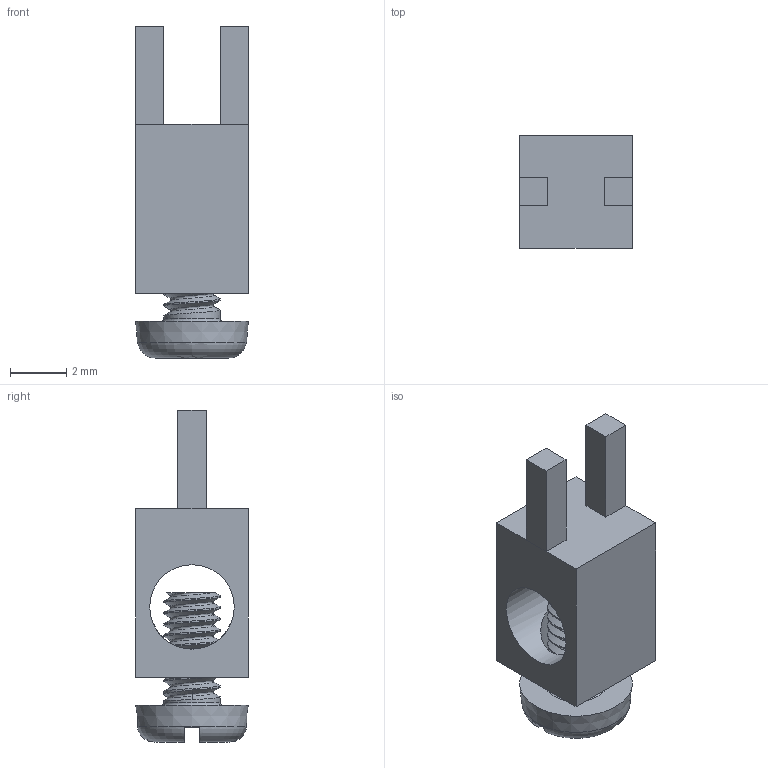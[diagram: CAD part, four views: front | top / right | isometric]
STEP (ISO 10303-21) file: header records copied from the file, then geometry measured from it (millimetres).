
FILE_DESCRIPTION(('FreeCAD Model'),'2;1');
FILE_NAME( 'metz_conn.step', '2020-02-05T13:50:52',('Author'),(''), 'Open CASCADE STEP processor 7.3','FreeCAD','Unknown');
FILE_SCHEMA(('AUTOMOTIVE_DESIGN { 1 0 10303 214 1 1 1 1 }'));
Length unit declared in the file: millimetre
Products named in the file (2): Pocket001; ISO1580-M2x4_
Bounding box: 4 x 4 x 11.8 mm (x, y, z)
Volume: 92.8 mm3; surface area: 255 mm2
Topology: 2 solids, 2 shells, 71 faces, 153 edges, 87 vertices
Faces by surface type: bspline 42, plane 23, cylinder 3, revolution 2, cone 1
Full cylindrical faces by diameter (mm): 2 x1, 2.5 x1, 3 x1
Entity records: 6908 total; most frequent: CARTESIAN_POINT 4147, DIRECTION 361, ORIENTED_EDGE 306, PCURVE 306, DEFINITIONAL_REPRESENTATION 306, LINE 271, VECTOR 271, EDGE_CURVE 153
